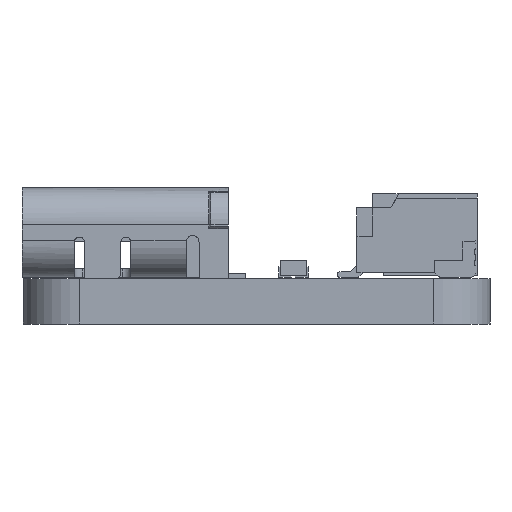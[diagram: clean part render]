
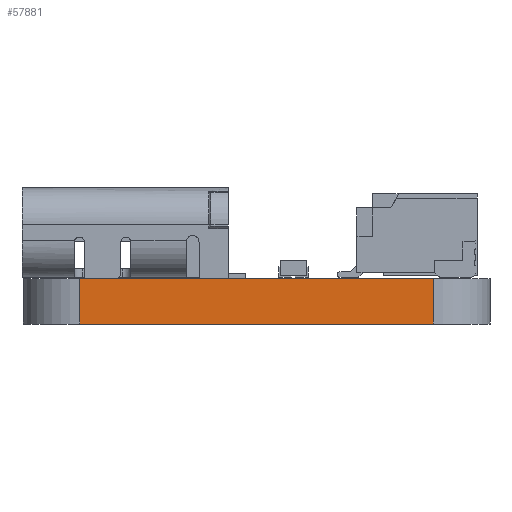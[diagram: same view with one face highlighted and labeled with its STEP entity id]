
A CAD part, left-side view. The second image highlights one B-rep face of the part: STEP entity #57881.
In plain terms, the highlighted planar face has unit normal (-1, 0, 0).
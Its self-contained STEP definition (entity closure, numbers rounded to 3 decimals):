
#56133 = PLANE('',#56134);
#56134 = AXIS2_PLACEMENT_3D('',#56135,#56136,#56137);
#56135 = CARTESIAN_POINT('',(0.,0.,1.6));
#56136 = DIRECTION('',(0.,0.,1.));
#56137 = DIRECTION('',(1.,0.,-0.));
#56188 = PLANE('',#56189);
#56189 = AXIS2_PLACEMENT_3D('',#56190,#56191,#56192);
#56190 = CARTESIAN_POINT('',(0.,0.,0.));
#56191 = DIRECTION('',(0.,0.,1.));
#56192 = DIRECTION('',(1.,0.,-0.));
#56297 = CYLINDRICAL_SURFACE('',#56298,2.);
#56298 = AXIS2_PLACEMENT_3D('',#56299,#56300,#56301);
#56299 = CARTESIAN_POINT('',(-7.,6.25,0.));
#56300 = DIRECTION('',(-0.,-0.,-1.));
#56301 = DIRECTION('',(1.,0.,-0.));
#56358 = VERTEX_POINT('',#56359);
#56359 = CARTESIAN_POINT('',(-9.,6.25,0.));
#56381 = EDGE_CURVE('',#56382,#56358,#56384,.T.);
#56382 = VERTEX_POINT('',#56383);
#56383 = CARTESIAN_POINT('',(-9.,-6.25,0.));
#56384 = SURFACE_CURVE('',#56385,(#56389,#56396),.PCURVE_S1.);
#56385 = LINE('',#56386,#56387);
#56386 = CARTESIAN_POINT('',(-9.,-6.25,0.));
#56387 = VECTOR('',#56388,1.);
#56388 = DIRECTION('',(0.,1.,0.));
#56389 = PCURVE('',#56188,#56390);
#56390 = DEFINITIONAL_REPRESENTATION('',(#56391),#56395);
#56391 = LINE('',#56392,#56393);
#56392 = CARTESIAN_POINT('',(-9.,-6.25));
#56393 = VECTOR('',#56394,1.);
#56394 = DIRECTION('',(0.,1.));
#56395 = ( GEOMETRIC_REPRESENTATION_CONTEXT(2) 
PARAMETRIC_REPRESENTATION_CONTEXT() REPRESENTATION_CONTEXT('2D SPACE',''
  ) );
#56396 = PCURVE('',#56397,#56402);
#56397 = PLANE('',#56398);
#56398 = AXIS2_PLACEMENT_3D('',#56399,#56400,#56401);
#56399 = CARTESIAN_POINT('',(-9.,-6.25,0.));
#56400 = DIRECTION('',(-1.,0.,0.));
#56401 = DIRECTION('',(0.,1.,0.));
#56402 = DEFINITIONAL_REPRESENTATION('',(#56403),#56407);
#56403 = LINE('',#56404,#56405);
#56404 = CARTESIAN_POINT('',(0.,0.));
#56405 = VECTOR('',#56406,1.);
#56406 = DIRECTION('',(1.,0.));
#56407 = ( GEOMETRIC_REPRESENTATION_CONTEXT(2) 
PARAMETRIC_REPRESENTATION_CONTEXT() REPRESENTATION_CONTEXT('2D SPACE',''
  ) );
#56426 = CYLINDRICAL_SURFACE('',#56427,2.);
#56427 = AXIS2_PLACEMENT_3D('',#56428,#56429,#56430);
#56428 = CARTESIAN_POINT('',(-7.,-6.25,0.));
#56429 = DIRECTION('',(-0.,-0.,-1.));
#56430 = DIRECTION('',(1.,0.,-0.));
#57145 = VERTEX_POINT('',#57146);
#57146 = CARTESIAN_POINT('',(-9.,6.25,1.6));
#57168 = EDGE_CURVE('',#57169,#57145,#57171,.T.);
#57169 = VERTEX_POINT('',#57170);
#57170 = CARTESIAN_POINT('',(-9.,-6.25,1.6));
#57171 = SURFACE_CURVE('',#57172,(#57176,#57183),.PCURVE_S1.);
#57172 = LINE('',#57173,#57174);
#57173 = CARTESIAN_POINT('',(-9.,-6.25,1.6));
#57174 = VECTOR('',#57175,1.);
#57175 = DIRECTION('',(0.,1.,0.));
#57176 = PCURVE('',#56133,#57177);
#57177 = DEFINITIONAL_REPRESENTATION('',(#57178),#57182);
#57178 = LINE('',#57179,#57180);
#57179 = CARTESIAN_POINT('',(-9.,-6.25));
#57180 = VECTOR('',#57181,1.);
#57181 = DIRECTION('',(0.,1.));
#57182 = ( GEOMETRIC_REPRESENTATION_CONTEXT(2) 
PARAMETRIC_REPRESENTATION_CONTEXT() REPRESENTATION_CONTEXT('2D SPACE',''
  ) );
#57183 = PCURVE('',#56397,#57184);
#57184 = DEFINITIONAL_REPRESENTATION('',(#57185),#57189);
#57185 = LINE('',#57186,#57187);
#57186 = CARTESIAN_POINT('',(0.,-1.6));
#57187 = VECTOR('',#57188,1.);
#57188 = DIRECTION('',(1.,0.));
#57189 = ( GEOMETRIC_REPRESENTATION_CONTEXT(2) 
PARAMETRIC_REPRESENTATION_CONTEXT() REPRESENTATION_CONTEXT('2D SPACE',''
  ) );
#57833 = EDGE_CURVE('',#56358,#57145,#57834,.T.);
#57834 = SURFACE_CURVE('',#57835,(#57839,#57846),.PCURVE_S1.);
#57835 = LINE('',#57836,#57837);
#57836 = CARTESIAN_POINT('',(-9.,6.25,0.));
#57837 = VECTOR('',#57838,1.);
#57838 = DIRECTION('',(0.,0.,1.));
#57839 = PCURVE('',#56297,#57840);
#57840 = DEFINITIONAL_REPRESENTATION('',(#57841),#57845);
#57841 = LINE('',#57842,#57843);
#57842 = CARTESIAN_POINT('',(-3.142,0.));
#57843 = VECTOR('',#57844,1.);
#57844 = DIRECTION('',(-0.,-1.));
#57845 = ( GEOMETRIC_REPRESENTATION_CONTEXT(2) 
PARAMETRIC_REPRESENTATION_CONTEXT() REPRESENTATION_CONTEXT('2D SPACE',''
  ) );
#57846 = PCURVE('',#56397,#57847);
#57847 = DEFINITIONAL_REPRESENTATION('',(#57848),#57852);
#57848 = LINE('',#57849,#57850);
#57849 = CARTESIAN_POINT('',(12.5,0.));
#57850 = VECTOR('',#57851,1.);
#57851 = DIRECTION('',(0.,-1.));
#57852 = ( GEOMETRIC_REPRESENTATION_CONTEXT(2) 
PARAMETRIC_REPRESENTATION_CONTEXT() REPRESENTATION_CONTEXT('2D SPACE',''
  ) );
#57881 = ADVANCED_FACE('',(#57882),#56397,.T.);
#57882 = FACE_BOUND('',#57883,.T.);
#57883 = EDGE_LOOP('',(#57884,#57905,#57906,#57907));
#57884 = ORIENTED_EDGE('',*,*,#57885,.T.);
#57885 = EDGE_CURVE('',#56382,#57169,#57886,.T.);
#57886 = SURFACE_CURVE('',#57887,(#57891,#57898),.PCURVE_S1.);
#57887 = LINE('',#57888,#57889);
#57888 = CARTESIAN_POINT('',(-9.,-6.25,0.));
#57889 = VECTOR('',#57890,1.);
#57890 = DIRECTION('',(0.,0.,1.));
#57891 = PCURVE('',#56397,#57892);
#57892 = DEFINITIONAL_REPRESENTATION('',(#57893),#57897);
#57893 = LINE('',#57894,#57895);
#57894 = CARTESIAN_POINT('',(0.,0.));
#57895 = VECTOR('',#57896,1.);
#57896 = DIRECTION('',(0.,-1.));
#57897 = ( GEOMETRIC_REPRESENTATION_CONTEXT(2) 
PARAMETRIC_REPRESENTATION_CONTEXT() REPRESENTATION_CONTEXT('2D SPACE',''
  ) );
#57898 = PCURVE('',#56426,#57899);
#57899 = DEFINITIONAL_REPRESENTATION('',(#57900),#57904);
#57900 = LINE('',#57901,#57902);
#57901 = CARTESIAN_POINT('',(-3.142,0.));
#57902 = VECTOR('',#57903,1.);
#57903 = DIRECTION('',(-0.,-1.));
#57904 = ( GEOMETRIC_REPRESENTATION_CONTEXT(2) 
PARAMETRIC_REPRESENTATION_CONTEXT() REPRESENTATION_CONTEXT('2D SPACE',''
  ) );
#57905 = ORIENTED_EDGE('',*,*,#57168,.T.);
#57906 = ORIENTED_EDGE('',*,*,#57833,.F.);
#57907 = ORIENTED_EDGE('',*,*,#56381,.F.);
